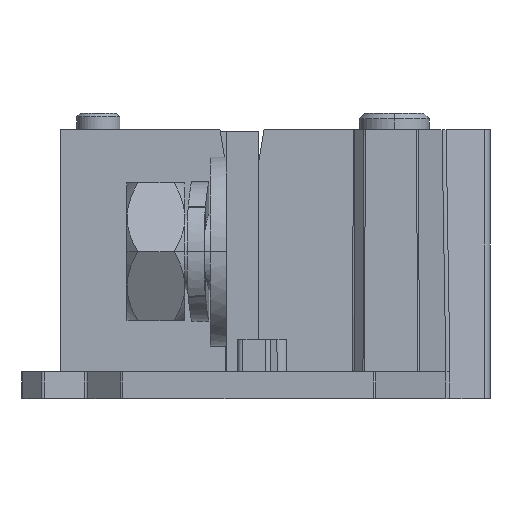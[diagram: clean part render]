
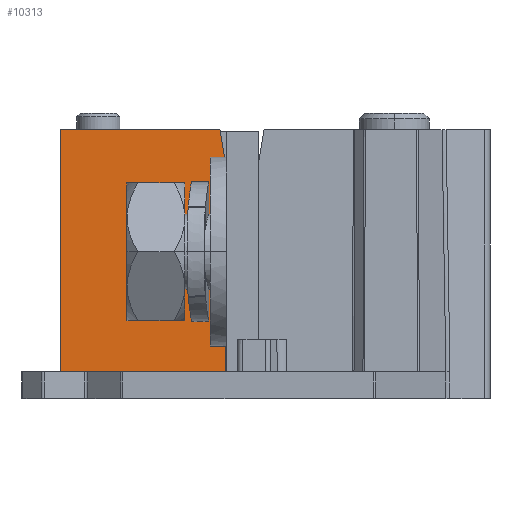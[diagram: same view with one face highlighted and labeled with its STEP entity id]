
A CAD part, left-side view. The second image highlights one B-rep face of the part: STEP entity #10313.
In plain terms, the highlighted planar face has unit normal (-1, 0, 0.009).
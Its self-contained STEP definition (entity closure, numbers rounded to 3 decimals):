
#150=DIRECTION('',(0.,-1.,0.));
#151=VECTOR('',#150,15.3);
#152=CARTESIAN_POINT('',(26.804,39.9,-24.));
#153=LINE('',#152,#151);
#1297=DIRECTION('',(0.,-1.,0.));
#1298=VECTOR('',#1297,14.8);
#1299=CARTESIAN_POINT('',(27.,39.9,-1.5));
#1300=LINE('',#1299,#1298);
#1659=DIRECTION('',(0.009,0.,1.));
#1660=VECTOR('',#1659,19.501);
#1661=CARTESIAN_POINT('',(26.804,24.6,-24.));
#1662=LINE('',#1661,#1660);
#2571=DIRECTION('',(0.009,0.,1.));
#2572=VECTOR('',#2571,22.501);
#2573=CARTESIAN_POINT('',(26.804,39.9,-24.));
#2574=LINE('',#2573,#2572);
#2583=DIRECTION('',(-0.009,-0.164,-0.986));
#2584=VECTOR('',#2583,3.041);
#2585=CARTESIAN_POINT('',(27.,25.1,-1.5));
#2586=LINE('',#2585,#2584);
#4921=CARTESIAN_POINT('',(26.804,39.9,-24.));
#4922=CARTESIAN_POINT('',(26.804,24.6,-24.));
#4923=VERTEX_POINT('',#4921);
#4924=VERTEX_POINT('',#4922);
#4925=CARTESIAN_POINT('',(27.,39.9,-1.5));
#4926=VERTEX_POINT('',#4925);
#4927=CARTESIAN_POINT('',(27.,25.1,-1.5));
#4929=VERTEX_POINT('',#4927);
#4931=CARTESIAN_POINT('',(26.974,24.6,-4.5));
#4932=VERTEX_POINT('',#4931);
#10300=CARTESIAN_POINT('',(27.,41.862,-1.5));
#10301=DIRECTION('',(-1.,0.,0.009));
#10302=DIRECTION('',(0.,-1.,0.));
#10303=AXIS2_PLACEMENT_3D('',#10300,#10301,#10302);
#10304=PLANE('',#10303);
#10305=ORIENTED_EDGE('',*,*,#5864,.F.);
#10306=ORIENTED_EDGE('',*,*,#9658,.T.);
#10307=ORIENTED_EDGE('',*,*,#7354,.T.);
#10309=ORIENTED_EDGE('',*,*,#10308,.T.);
#10310=ORIENTED_EDGE('',*,*,#7726,.F.);
#10311=EDGE_LOOP('',(#10305,#10306,#10307,#10309,#10310));
#10312=FACE_OUTER_BOUND('',#10311,.F.);
#10313=ADVANCED_FACE('',(#10312),#10304,.T.);
#5864=EDGE_CURVE('',#4923,#4924,#153,.T.);
#7354=EDGE_CURVE('',#4926,#4929,#1300,.T.);
#7726=EDGE_CURVE('',#4924,#4932,#1662,.T.);
#9658=EDGE_CURVE('',#4923,#4926,#2574,.T.);
#10308=EDGE_CURVE('',#4929,#4932,#2586,.T.);
